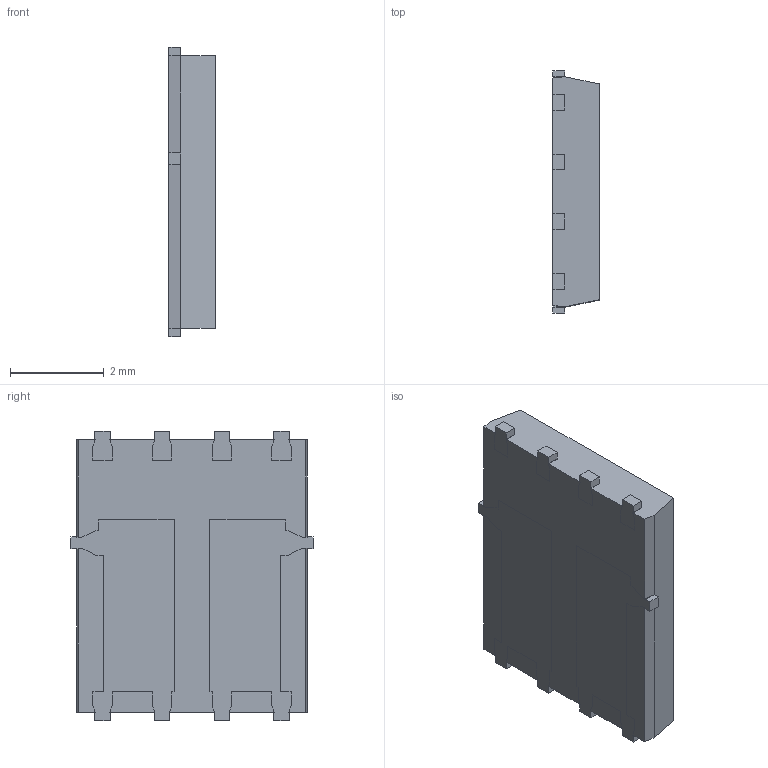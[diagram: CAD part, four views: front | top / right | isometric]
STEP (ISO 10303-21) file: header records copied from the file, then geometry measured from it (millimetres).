
FILE_DESCRIPTION(/* description */ ('Unknown'),/* implementation_level */ '2;1');
FILE_NAME(/* name */ 'PowerDI5060-8L E',/* time_stamp */ '2018-04-10T09:51:17+08:00',/* author */ ('Unknown'),/* organization */ ('Unknown'),/* preprocessor_version */ 'ST-DEVELOPER v16.7',/* originating_system */ 'DEX',/* authorisation */ $);
FILE_SCHEMA (('AUTOMOTIVE_DESIGN {1 0 10303 214 3 1 1}'));
Length unit declared in the file: millimetre
Products named in the file (3): PowerDI5060-8L E; LDF; Coupound
Assembly tree (2 placements, depth 2):
  PowerDI5060-8L E
    LDF
    Coupound
Bounding box: 0.99 x 5.15 x 6.15 mm (x, y, z)
Volume: 27.5 mm3; surface area: 118.7 mm2
Topology: 7 solids, 7 shells, 207 faces, 575 edges, 382 vertices
Faces by surface type: plane 207
Entity records: 6578 total; most frequent: CARTESIAN_POINT 1167, ORIENTED_EDGE 1150, DIRECTION 995, EDGE_CURVE 575, LINE 575, VECTOR 575, VERTEX_POINT 382, AXIS2_PLACEMENT_3D 210
